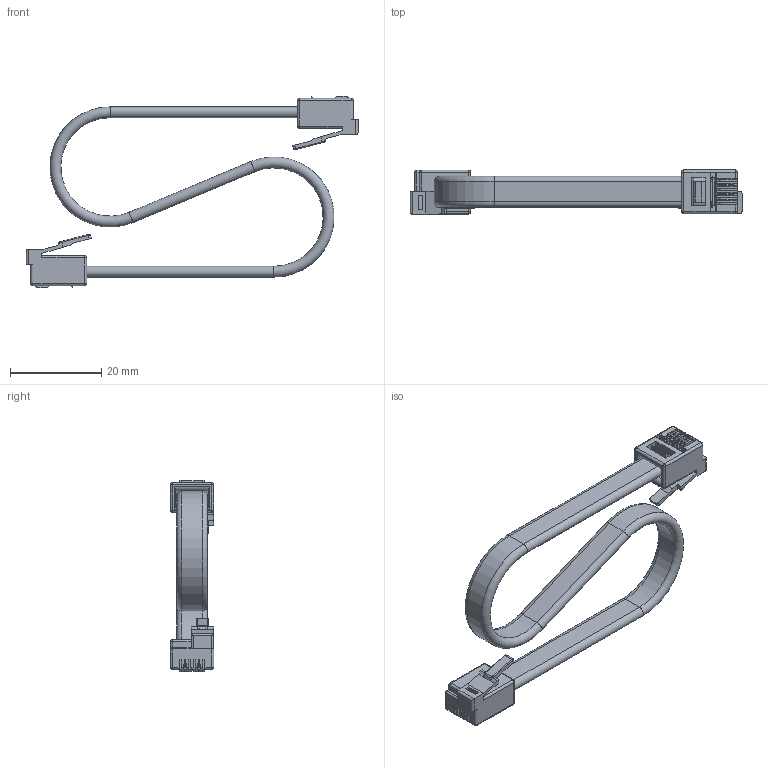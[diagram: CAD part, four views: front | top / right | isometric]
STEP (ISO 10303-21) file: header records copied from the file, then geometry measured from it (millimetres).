
FILE_DESCRIPTION (( 'STEP AP214' ), '1' );
FILE_NAME ('228-2780 - Simulated Cable.STEP', '2013-05-02T02:41:34', ( '' ), ( '' ), 'SwSTEP 2.0', 'SolidWorks 2012', '' );
FILE_SCHEMA (( 'AUTOMOTIVE_DESIGN' ));
Length unit declared in the file: millimetre
Products named in the file (5): 228-2780 - Simulated Cable; Simulated Cable; 6P6C-OFFSET-TAB-PLUG-HOUSING_1_; TERMINAL-PIECE_1_1; 6P6C Offset Tab Plug - 20120705
Assembly tree (10 placements, depth 3):
  228-2780 - Simulated Cable
    Simulated Cable
    6P6C Offset Tab Plug - 20120705  x2
      6P6C-OFFSET-TAB-PLUG-HOUSING_1_
      TERMINAL-PIECE_1_1
Bounding box: 72.9 x 9.62 x 41.98 mm (x, y, z)
Volume: 4345.6 mm3; surface area: 6002.9 mm2
Topology: 15 solids, 15 shells, 896 faces, 2404 edges, 1508 vertices
Faces by surface type: plane 658, cylinder 206, bspline 26, torus 6
Entity records: 10895 total; most frequent: CARTESIAN_POINT 3140, ORIENTED_EDGE 1698, DIRECTION 1373, EDGE_CURVE 849, VECTOR 637, LINE 637, VERTEX_POINT 526, AXIS2_PLACEMENT_3D 368
